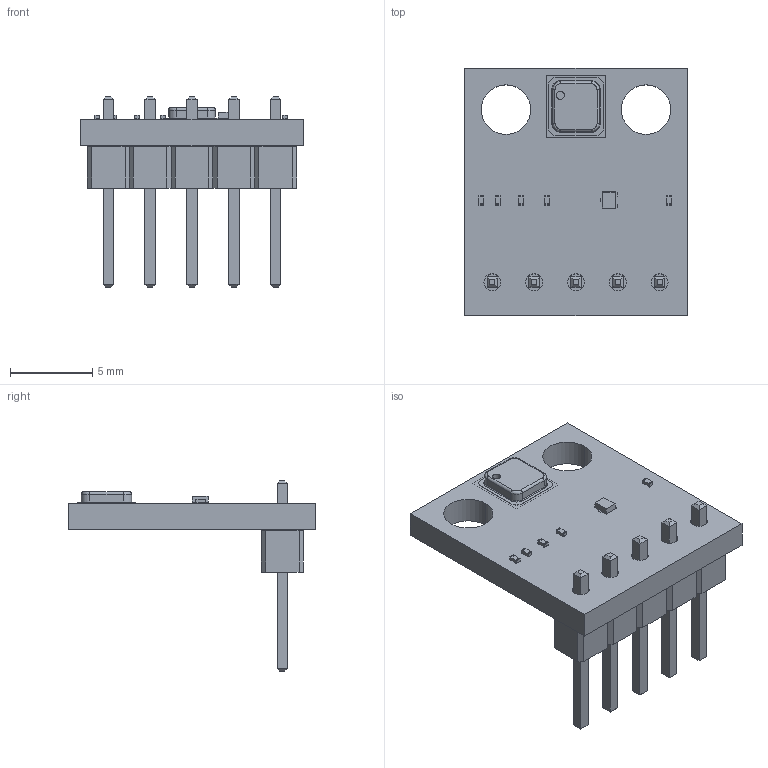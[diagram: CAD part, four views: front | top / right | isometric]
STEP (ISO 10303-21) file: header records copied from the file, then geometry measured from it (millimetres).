
FILE_DESCRIPTION (( 'STEP AP214' ), '1' );
FILE_NAME ('User Library-bmp180_Breakout.STEP', '2022-02-07T14:10:39', ( '' ), ( '' ), 'SwSTEP 2.0', 'SolidWorks 2021', '' );
FILE_SCHEMA (( 'AUTOMOTIVE_DESIGN' ));
Length unit declared in the file: millimetre
Products named in the file (3): User Library-bmp180_Breakout; SOT_23_mp; DRT_3
Assembly tree (2 placements, depth 2):
  User Library-bmp180_Breakout
    SOT_23_mp
    DRT_3
Bounding box: 13.5 x 15 x 11.54 mm (x, y, z)
Volume: 402.9 mm3; surface area: 817.6 mm2
Topology: 9 solids, 9 shells, 353 faces, 873 edges, 558 vertices
Faces by surface type: plane 273, cylinder 72, bspline 8
Entity records: 11429 total; most frequent: CARTESIAN_POINT 1990, ORIENTED_EDGE 1746, DIRECTION 1709, EDGE_CURVE 873, LINE 721, VECTOR 721, VERTEX_POINT 558, AXIS2_PLACEMENT_3D 494
